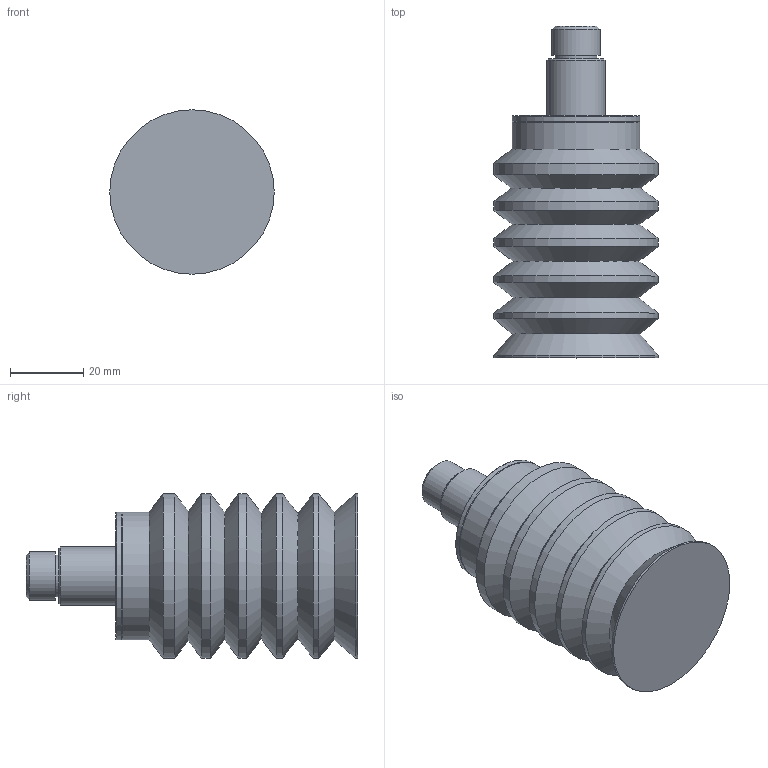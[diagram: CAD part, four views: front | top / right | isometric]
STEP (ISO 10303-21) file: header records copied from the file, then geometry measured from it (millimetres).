
FILE_DESCRIPTION(/* description */ (''),/* implementation_level */ '2;1');
FILE_NAME(/* name */ 'vf45-5nit_rac21r1-4m.stp',/* time_stamp */ '2020-09-23T09:24:42+02:00',/* author */ ('enginyeria'),/* organization */ (''),/* preprocessor_version */ 'ST-DEVELOPER v17.2',/* originating_system */ 'Autodesk Inventor 2019',/* authorisation */ '');
FILE_SCHEMA (('CONFIG_CONTROL_DESIGN'));
Length unit declared in the file: millimetre
Products named in the file (1): vf45-5nit_rac21r1-4m
Bounding box: 45 x 90.8 x 45 mm (x, y, z)
Volume: 88410.7 mm3; surface area: 15645.3 mm2
Topology: 1 solids, 1 shells, 35 faces, 95 edges, 67 vertices
Faces by surface type: cone 16, cylinder 12, plane 7
Full cylindrical faces by diameter (mm): 7.5 x1, 11.445 x1, 13.157 x1, 16 x1, 35 x2, 45 x6
Entity records: 1257 total; most frequent: DIRECTION 234, CARTESIAN_POINT 198, ORIENTED_EDGE 190, AXIS2_PLACEMENT_3D 103, EDGE_CURVE 95, CIRCLE 67, VERTEX_POINT 67, EDGE_LOOP 40
